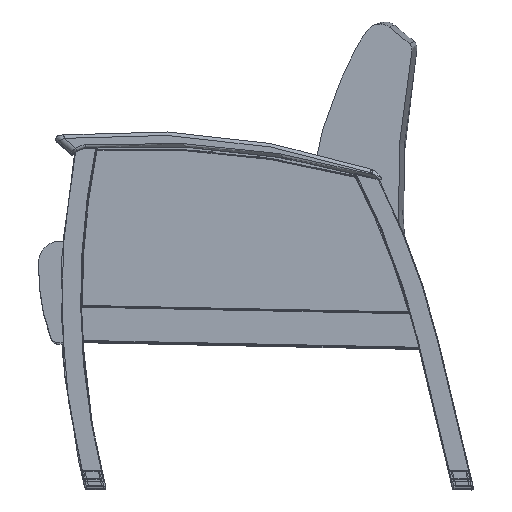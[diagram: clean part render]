
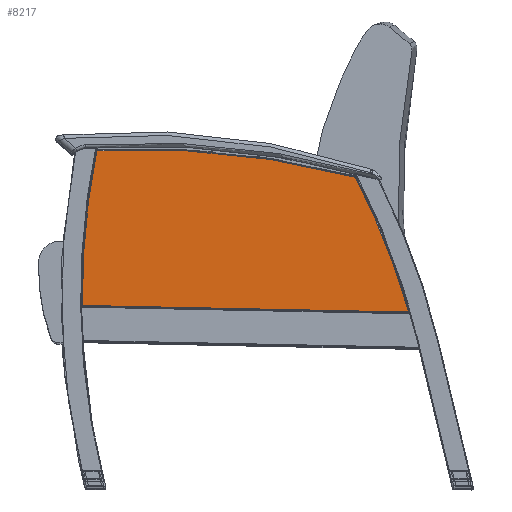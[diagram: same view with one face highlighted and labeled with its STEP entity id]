
A CAD part, top view. The second image highlights one B-rep face of the part: STEP entity #8217.
In plain terms, the highlighted planar face has unit normal (0, 0, 1).
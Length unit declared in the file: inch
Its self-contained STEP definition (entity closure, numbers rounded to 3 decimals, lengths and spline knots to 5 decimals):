
#1046=PLANE('',#9003);
#1486=FACE_OUTER_BOUND('',#2137,.T.);
#2137=EDGE_LOOP('',(#7510,#7511,#7512,#7513));
#2583=LINE('',#17673,#3034);
#3034=VECTOR('',#10972,23.30638);
#3416=CIRCLE('',#8988,53.031);
#3424=CIRCLE('',#9002,59.7575);
#3425=CIRCLE('',#9004,53.031);
#4172=VERTEX_POINT('',#17631);
#4175=VERTEX_POINT('',#17649);
#4178=VERTEX_POINT('',#17672);
#4189=VERTEX_POINT('',#17755);
#5282=EDGE_CURVE('',#4175,#4172,#3416,.T.);
#5286=EDGE_CURVE('',#4172,#4178,#2583,.T.);
#5301=EDGE_CURVE('',#4189,#4175,#3424,.T.);
#5302=EDGE_CURVE('',#4178,#4189,#3425,.T.);
#7510=ORIENTED_EDGE('',*,*,#5282,.F.);
#7511=ORIENTED_EDGE('',*,*,#5301,.F.);
#7512=ORIENTED_EDGE('',*,*,#5302,.F.);
#7513=ORIENTED_EDGE('',*,*,#5286,.F.);
#8217=ADVANCED_FACE('',(#1486),#1046,.T.);
#8988=AXIS2_PLACEMENT_3D('',#17664,#10962,#10963);
#9002=AXIS2_PLACEMENT_3D('',#17770,#10996,#10997);
#9003=AXIS2_PLACEMENT_3D('',#17771,#10998,#10999);
#9004=AXIS2_PLACEMENT_3D('',#17772,#11000,#11001);
#10962=DIRECTION('center_axis',(0.,0.,-1.));
#10963=DIRECTION('ref_axis',(0.93,0.366,0.));
#10972=DIRECTION('',(-1.,0.02,0.));
#10996=DIRECTION('center_axis',(0.,0.,-1.));
#10997=DIRECTION('ref_axis',(0.099,0.995,0.));
#10998=DIRECTION('center_axis',(0.,0.,1.));
#10999=DIRECTION('ref_axis',(1.,0.,0.));
#11000=DIRECTION('center_axis',(0.,0.,-1.));
#11001=DIRECTION('ref_axis',(-0.996,0.094,0.));
#17631=CARTESIAN_POINT('',(23.533,-0.41145,1.5));
#17649=CARTESIAN_POINT('',(19.73668,9.20793,1.5));
#17664=CARTESIAN_POINT('Origin',(-27.45859,-14.97663,1.5));
#17672=CARTESIAN_POINT('',(0.23135,0.05785,1.5));
#17673=CARTESIAN_POINT('',(5.56619,-0.04959,1.5));
#17755=CARTESIAN_POINT('',(1.27194,11.11456,1.5));
#17770=CARTESIAN_POINT('Origin',(4.44102,-48.55885,1.5));
#17771=CARTESIAN_POINT('Origin',(11.05137,4.30035,1.5));
#17772=CARTESIAN_POINT('Origin',(53.2591,0.64449,1.5));
